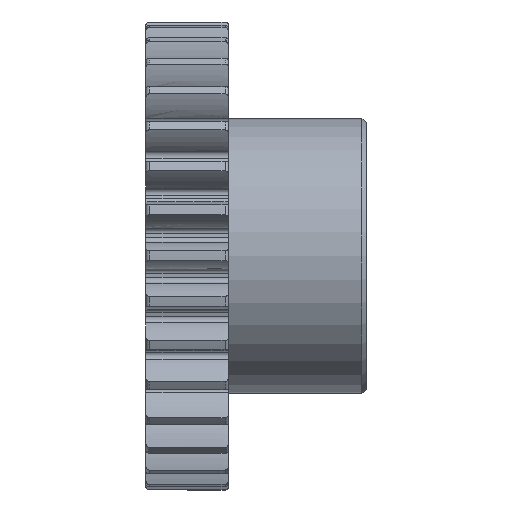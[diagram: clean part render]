
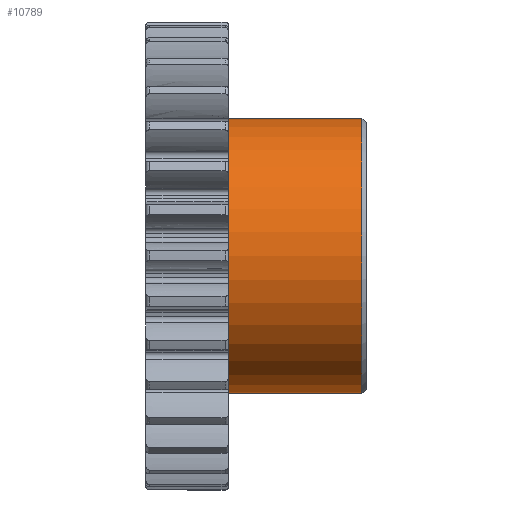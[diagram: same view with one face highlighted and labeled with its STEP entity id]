
A CAD part, top view. The second image highlights one B-rep face of the part: STEP entity #10789.
In plain terms, the highlighted cylindrical face has radius 7.938 mm (diameter 15.875 mm), a partial arc.
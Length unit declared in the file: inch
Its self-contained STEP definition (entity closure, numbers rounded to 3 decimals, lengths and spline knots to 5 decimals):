
#5054=CARTESIAN_POINT('',(0.02813,0.,0.));
#5055=DIRECTION('',(-1.,0.,0.));
#5056=DIRECTION('',(0.,0.,-1.));
#5057=AXIS2_PLACEMENT_3D('',#5054,#5055,#5056);
#5086=DIRECTION('',(-1.,0.,0.));
#5087=VECTOR('',#5086,0.06563);
#5088=CARTESIAN_POINT('',(0.09375,0.,-0.3125));
#5089=LINE('',#5088,#5087);
#5093=CARTESIAN_POINT('',(0.09375,0.,0.));
#5094=DIRECTION('',(1.,0.,0.));
#5095=DIRECTION('',(0.,1.,0.));
#5096=AXIS2_PLACEMENT_3D('',#5093,#5094,#5095);
#5101=CARTESIAN_POINT('',(0.39688,0.,0.));
#5102=DIRECTION('',(1.,0.,0.));
#5103=DIRECTION('',(0.,1.,0.));
#5104=AXIS2_PLACEMENT_3D('',#5101,#5102,#5103);
#5109=DIRECTION('',(-1.,0.,0.));
#5110=VECTOR('',#5109,0.30313);
#5111=CARTESIAN_POINT('',(0.39688,0.3125,0.));
#5112=LINE('',#5111,#5110);
#5116=DIRECTION('',(-1.,0.,0.));
#5117=VECTOR('',#5116,0.06563);
#5118=CARTESIAN_POINT('',(0.09375,0.,0.3125));
#5119=LINE('',#5118,#5117);
#5123=CARTESIAN_POINT('',(0.09375,0.,0.));
#5124=DIRECTION('',(1.,0.,0.));
#5125=DIRECTION('',(0.,-1.,0.));
#5126=AXIS2_PLACEMENT_3D('',#5123,#5124,#5125);
#5131=DIRECTION('',(-1.,0.,0.));
#5132=VECTOR('',#5131,0.30313);
#5133=CARTESIAN_POINT('',(0.39688,-0.3125,0.));
#5134=LINE('',#5133,#5132);
#8830=CARTESIAN_POINT('',(0.39688,0.3125,0.));
#8832=VERTEX_POINT('',#8830);
#8834=CARTESIAN_POINT('',(0.39688,-0.3125,0.));
#8836=VERTEX_POINT('',#8834);
#8837=CARTESIAN_POINT('',(0.02813,0.,-0.3125));
#8838=CARTESIAN_POINT('',(0.02813,0.,0.3125));
#8839=VERTEX_POINT('',#8837);
#8840=VERTEX_POINT('',#8838);
#8845=CARTESIAN_POINT('',(0.09375,-0.3125,0.));
#8846=CARTESIAN_POINT('',(0.09375,0.,-0.3125));
#8847=VERTEX_POINT('',#8845);
#8848=VERTEX_POINT('',#8846);
#8849=CARTESIAN_POINT('',(0.09375,0.3125,0.));
#8850=CARTESIAN_POINT('',(0.09375,0.,0.3125));
#8851=VERTEX_POINT('',#8849);
#8852=VERTEX_POINT('',#8850);
#10767=CARTESIAN_POINT('',(-0.02031,0.,0.));
#10768=DIRECTION('',(1.,0.,0.));
#10769=DIRECTION('',(0.,-1.,0.));
#10770=AXIS2_PLACEMENT_3D('',#10767,#10768,#10769);
#10771=CYLINDRICAL_SURFACE('',#10770,0.3125);
#10773=ORIENTED_EDGE('',*,*,#10772,.T.);
#10775=ORIENTED_EDGE('',*,*,#10774,.T.);
#10777=ORIENTED_EDGE('',*,*,#10776,.T.);
#10778=ORIENTED_EDGE('',*,*,#10760,.T.);
#10780=ORIENTED_EDGE('',*,*,#10779,.F.);
#10782=ORIENTED_EDGE('',*,*,#10781,.F.);
#10784=ORIENTED_EDGE('',*,*,#10783,.F.);
#10786=ORIENTED_EDGE('',*,*,#10785,.T.);
#10787=EDGE_LOOP('',(#10773,#10775,#10777,#10778,#10780,#10782,#10784,#10786));
#10788=FACE_OUTER_BOUND('',#10787,.F.);
#5058=CIRCLE('',#5057,0.3125);
#5097=CIRCLE('',#5096,0.3125);
#5105=CIRCLE('',#5104,0.3125);
#5127=CIRCLE('',#5126,0.3125);
#10760=EDGE_CURVE('',#8839,#8840,#5058,.T.);
#10772=EDGE_CURVE('',#8836,#8847,#5134,.T.);
#10774=EDGE_CURVE('',#8847,#8848,#5127,.T.);
#10776=EDGE_CURVE('',#8848,#8839,#5089,.T.);
#10779=EDGE_CURVE('',#8852,#8840,#5119,.T.);
#10781=EDGE_CURVE('',#8851,#8852,#5097,.T.);
#10783=EDGE_CURVE('',#8832,#8851,#5112,.T.);
#10785=EDGE_CURVE('',#8832,#8836,#5105,.T.);
#10789=ADVANCED_FACE('',(#10788),#10771,.T.);
